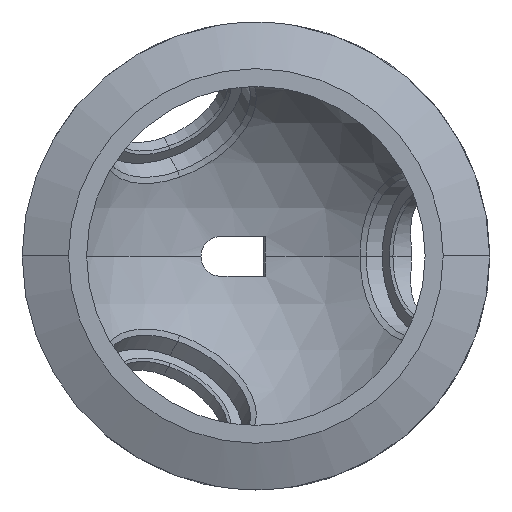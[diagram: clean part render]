
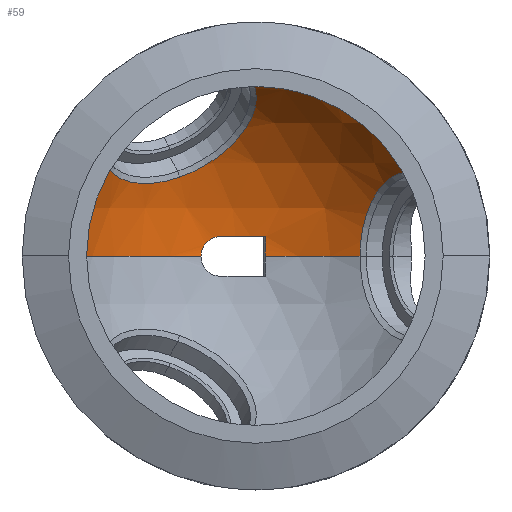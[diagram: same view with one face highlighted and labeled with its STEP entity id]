
A CAD part, top view. The second image highlights one B-rep face of the part: STEP entity #59.
In plain terms, the highlighted spherical face has radius 20.5 mm.
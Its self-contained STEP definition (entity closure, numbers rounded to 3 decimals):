
#1 = DIRECTION ( 'NONE',  ( -0.41, 0.709, -0.574 ) ) ;
#11 = CIRCLE ( 'NONE', #1842, 20.277 ) ;
#15 = CIRCLE ( 'NONE', #701, 20.402 ) ;
#19 = CARTESIAN_POINT ( 'NONE',  ( 0.976, -9.304, -9.075 ) ) ;
#50 = AXIS2_PLACEMENT_3D ( 'NONE', #203, #214, #403 ) ;
#59 = ADVANCED_FACE ( 'NONE', ( #449, #629 ), #1293, .F. ) ;
#120 = DIRECTION ( 'NONE',  ( 0., -1., 0. ) ) ;
#127 = DIRECTION ( 'NONE',  ( 0., 0., 1. ) ) ;
#138 = ORIENTED_EDGE ( 'NONE', *, *, #825, .F. ) ;
#175 = ORIENTED_EDGE ( 'NONE', *, *, #1252, .T. ) ;
#195 = VERTEX_POINT ( 'NONE', #1770 ) ;
#203 = CARTESIAN_POINT ( 'NONE',  ( 0., -11.304, 11.304 ) ) ;
#205 = EDGE_LOOP ( 'NONE', ( #616, #2078, #2185, #1283, #175, #2023, #138, #1150 ) ) ;
#214 = DIRECTION ( 'NONE',  ( 0., -1., 0. ) ) ;
#256 = CARTESIAN_POINT ( 'NONE',  ( 20.145, -11.304, 7.507 ) ) ;
#258 = CARTESIAN_POINT ( 'NONE',  ( 4.432, -11.304, 10.522 ) ) ;
#259 = DIRECTION ( 'NONE',  ( -0.41, 0.709, -0.574 ) ) ;
#275 = DIRECTION ( 'NONE',  ( 0., -1., 0. ) ) ;
#289 = VERTEX_POINT ( 'NONE', #2312 ) ;
#309 = CARTESIAN_POINT ( 'NONE',  ( -20.277, -11.304, 8.289 ) ) ;
#318 = CIRCLE ( 'NONE', #2328, 20.5 ) ;
#329 = CARTESIAN_POINT ( 'NONE',  ( 15.302, -11.304, 0.589 ) ) ;
#338 = CIRCLE ( 'NONE', #1431, 20.5 ) ;
#341 = VERTEX_POINT ( 'NONE', #1562 ) ;
#342 = EDGE_CURVE ( 'NONE', #195, #996, #938, .T. ) ;
#403 = DIRECTION ( 'NONE',  ( 0., 0., -1. ) ) ;
#409 = VERTEX_POINT ( 'NONE', #696 ) ;
#415 = EDGE_LOOP ( 'NONE', ( #1008, #1332 ) ) ;
#449 = FACE_BOUND ( 'NONE', #415, .T. ) ;
#465 = AXIS2_PLACEMENT_3D ( 'NONE', #2241, #275, #1839 ) ;
#541 = AXIS2_PLACEMENT_3D ( 'NONE', #1612, #1, #2315 ) ;
#544 = CARTESIAN_POINT ( 'NONE',  ( -7.651, -3.361, -5.978 ) ) ;
#577 = CARTESIAN_POINT ( 'NONE',  ( -3.543, -9.304, -8.789 ) ) ;
#600 = CARTESIAN_POINT ( 'NONE',  ( -7.651, 1.948, 0.589 ) ) ;
#614 = CARTESIAN_POINT ( 'NONE',  ( 0., -9.304, 11.304 ) ) ;
#616 = ORIENTED_EDGE ( 'NONE', *, *, #1760, .F. ) ;
#629 = FACE_OUTER_BOUND ( 'NONE', #205, .T. ) ;
#660 = DIRECTION ( 'NONE',  ( -0.985, 0., 0.174 ) ) ;
#687 = CIRCLE ( 'NONE', #984, 2. ) ;
#696 = CARTESIAN_POINT ( 'NONE',  ( 20.277, -11.304, 8.289 ) ) ;
#701 = AXIS2_PLACEMENT_3D ( 'NONE', #614, #980, #815 ) ;
#736 = CARTESIAN_POINT ( 'NONE',  ( 0., -11.304, 11.304 ) ) ;
#774 = AXIS2_PLACEMENT_3D ( 'NONE', #258, #1310, #814 ) ;
#814 = DIRECTION ( 'NONE',  ( -0.174, 0., -0.985 ) ) ;
#815 = DIRECTION ( 'NONE',  ( 1., 0., 0. ) ) ;
#825 = EDGE_CURVE ( 'NONE', #1809, #341, #687, .T. ) ;
#928 = CIRCLE ( 'NONE', #541, 8.445 ) ;
#938 = CIRCLE ( 'NONE', #1448, 8.445 ) ;
#941 = VERTEX_POINT ( 'NONE', #19 ) ;
#980 = DIRECTION ( 'NONE',  ( 0., 1., 0. ) ) ;
#984 = AXIS2_PLACEMENT_3D ( 'NONE', #2093, #1003, #660 ) ;
#996 = VERTEX_POINT ( 'NONE', #256 ) ;
#1003 = DIRECTION ( 'NONE',  ( 0.174, 0., 0.985 ) ) ;
#1008 = ORIENTED_EDGE ( 'NONE', *, *, #2250, .T. ) ;
#1018 = DIRECTION ( 'NONE',  ( 0., -0.629, -0.778 ) ) ;
#1053 = DIRECTION ( 'NONE',  ( 0.819, 0., -0.574 ) ) ;
#1121 = EDGE_CURVE ( 'NONE', #341, #1712, #338, .T. ) ;
#1150 = ORIENTED_EDGE ( 'NONE', *, *, #2290, .F. ) ;
#1218 = DIRECTION ( 'NONE',  ( 0., 0., -1. ) ) ;
#1252 = EDGE_CURVE ( 'NONE', #409, #1712, #11, .T. ) ;
#1283 = ORIENTED_EDGE ( 'NONE', *, *, #2337, .T. ) ;
#1293 = SPHERICAL_SURFACE ( 'NONE', #465, 20.5 ) ;
#1310 = DIRECTION ( 'NONE',  ( 0.985, 0., -0.174 ) ) ;
#1332 = ORIENTED_EDGE ( 'NONE', *, *, #1921, .T. ) ;
#1357 = CARTESIAN_POINT ( 'NONE',  ( 0., -11.304, 8.289 ) ) ;
#1377 = VERTEX_POINT ( 'NONE', #1453 ) ;
#1408 = CARTESIAN_POINT ( 'NONE',  ( 0., -11.304, 11.304 ) ) ;
#1431 = AXIS2_PLACEMENT_3D ( 'NONE', #736, #2174, #1456 ) ;
#1448 = AXIS2_PLACEMENT_3D ( 'NONE', #329, #1053, #1722 ) ;
#1453 = CARTESIAN_POINT ( 'NONE',  ( 0.959, -11.304, -9.174 ) ) ;
#1456 = DIRECTION ( 'NONE',  ( 0., 0., 1. ) ) ;
#1562 = CARTESIAN_POINT ( 'NONE',  ( -5.512, -11.304, -8.441 ) ) ;
#1591 = CIRCLE ( 'NONE', #50, 20.5 ) ;
#1612 = CARTESIAN_POINT ( 'NONE',  ( -7.651, 1.948, 0.589 ) ) ;
#1712 = VERTEX_POINT ( 'NONE', #309 ) ;
#1722 = DIRECTION ( 'NONE',  ( -0.574, 0., -0.819 ) ) ;
#1760 = EDGE_CURVE ( 'NONE', #1377, #941, #1965, .T. ) ;
#1770 = CARTESIAN_POINT ( 'NONE',  ( 10.458, -11.304, -6.328 ) ) ;
#1809 = VERTEX_POINT ( 'NONE', #577 ) ;
#1839 = DIRECTION ( 'NONE',  ( -1., 0., 0. ) ) ;
#1842 = AXIS2_PLACEMENT_3D ( 'NONE', #1357, #127, #2298 ) ;
#1921 = EDGE_CURVE ( 'NONE', #289, #2029, #928, .T. ) ;
#1925 = AXIS2_PLACEMENT_3D ( 'NONE', #600, #259, #1018 ) ;
#1965 = CIRCLE ( 'NONE', #774, 20. ) ;
#1985 = EDGE_CURVE ( 'NONE', #1377, #195, #1591, .T. ) ;
#2023 = ORIENTED_EDGE ( 'NONE', *, *, #1121, .F. ) ;
#2029 = VERTEX_POINT ( 'NONE', #544 ) ;
#2049 = CIRCLE ( 'NONE', #1925, 8.445 ) ;
#2078 = ORIENTED_EDGE ( 'NONE', *, *, #1985, .T. ) ;
#2093 = CARTESIAN_POINT ( 'NONE',  ( -3.543, -11.304, -8.789 ) ) ;
#2174 = DIRECTION ( 'NONE',  ( 0., 1., 0. ) ) ;
#2185 = ORIENTED_EDGE ( 'NONE', *, *, #342, .T. ) ;
#2241 = CARTESIAN_POINT ( 'NONE',  ( 0., -11.304, 11.304 ) ) ;
#2250 = EDGE_CURVE ( 'NONE', #2029, #289, #2049, .T. ) ;
#2290 = EDGE_CURVE ( 'NONE', #941, #1809, #15, .T. ) ;
#2298 = DIRECTION ( 'NONE',  ( -1., 0., 0. ) ) ;
#2312 = CARTESIAN_POINT ( 'NONE',  ( -7.651, 7.257, 7.156 ) ) ;
#2315 = DIRECTION ( 'NONE',  ( 0., -0.629, -0.778 ) ) ;
#2328 = AXIS2_PLACEMENT_3D ( 'NONE', #1408, #120, #1218 ) ;
#2337 = EDGE_CURVE ( 'NONE', #996, #409, #318, .T. ) ;
